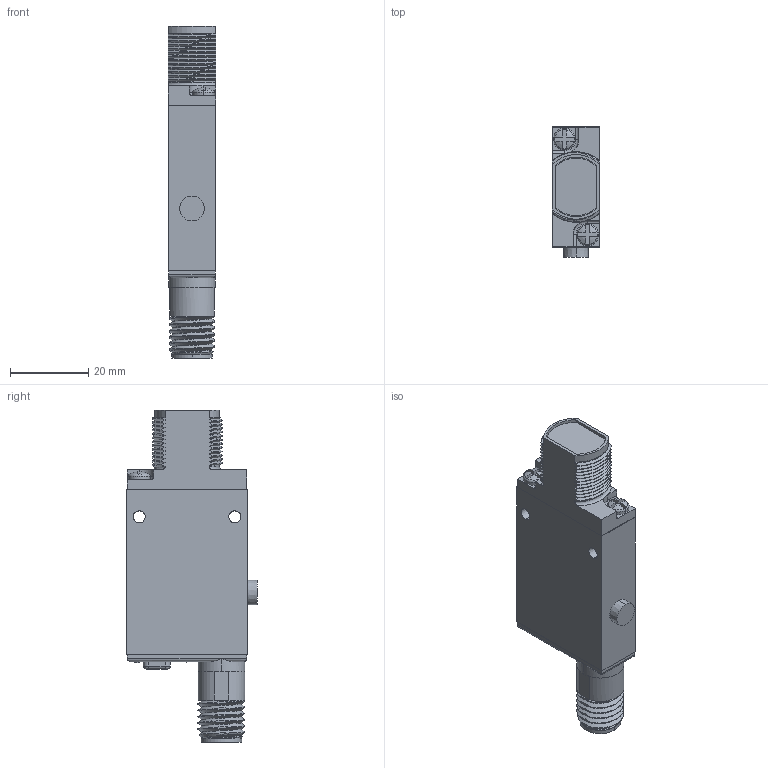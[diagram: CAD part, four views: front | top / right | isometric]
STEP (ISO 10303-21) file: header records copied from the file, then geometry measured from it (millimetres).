
FILE_DESCRIPTION((''),'2;1');
FILE_NAME('154490_SM01_ASM','2025-09-19T14:15:21',('banengservice'),('BANNER ENGINEERING'),'CREO PARAMETRIC BY PTC INC, 2022414','CREO PARAMETRIC BY PTC INC, 2022414','');
FILE_SCHEMA(('CONFIG_CONTROL_DESIGN'));
Length unit declared in the file: millimetre
Products named in the file (2): 154490_EP01; 154490_SM01_ASM
Assembly tree (1 placements, depth 2):
  154490_SM01_ASM
    154490_EP01
Bounding box: 12.09 x 33.32 x 84.8 mm (x, y, z)
Volume: 22408.4 mm3; surface area: 7801.4 mm2
Topology: 1 solids, 1 shells, 412 faces, 1114 edges, 724 vertices
Faces by surface type: plane 183, bspline 101, cylinder 96, sphere 12, cone 12, torus 8
Entity records: 22866 total; most frequent: CARTESIAN_POINT 13198, ORIENTED_EDGE 2220, DIRECTION 1635, EDGE_CURVE 1110, VERTEX_POINT 724, VECTOR 597, LINE 597, AXIS2_PLACEMENT_3D 519
